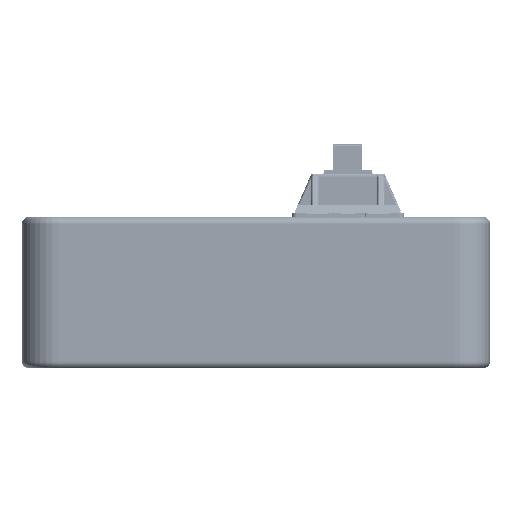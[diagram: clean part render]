
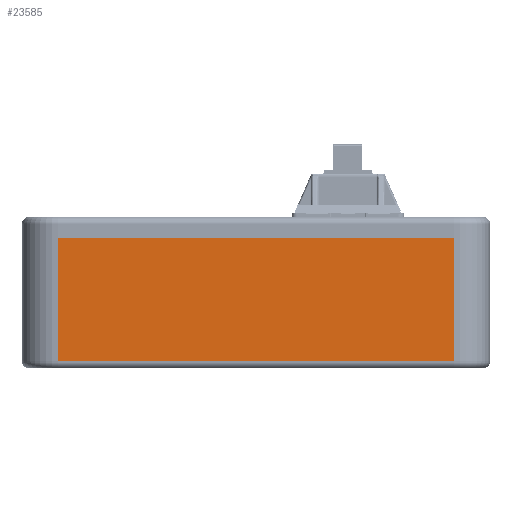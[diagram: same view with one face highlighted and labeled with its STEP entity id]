
A CAD part, front view. The second image highlights one B-rep face of the part: STEP entity #23585.
In plain terms, the highlighted planar face has unit normal (0, -1, 0).
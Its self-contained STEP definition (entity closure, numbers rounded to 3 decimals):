
#2989=FACE_OUTER_BOUND('',#4383,.T.);
#4383=EDGE_LOOP('',(#21220,#21221,#21222,#21223));
#6782=LINE('',#53404,#9236);
#6800=LINE('',#53478,#9254);
#6810=LINE('',#53510,#9264);
#6811=LINE('',#53512,#9265);
#9236=VECTOR('',#32038,10.);
#9254=VECTOR('',#32118,10.);
#9264=VECTOR('',#32146,10.);
#9265=VECTOR('',#32149,10.);
#11382=VERTEX_POINT('',#53396);
#11384=VERTEX_POINT('',#53402);
#11408=VERTEX_POINT('',#53475);
#11409=VERTEX_POINT('',#53477);
#14658=EDGE_CURVE('',#11384,#11382,#6782,.T.);
#14695=EDGE_CURVE('',#11408,#11409,#6800,.T.);
#14712=EDGE_CURVE('',#11382,#11408,#6810,.T.);
#14713=EDGE_CURVE('',#11409,#11384,#6811,.T.);
#21220=ORIENTED_EDGE('',*,*,#14658,.F.);
#21221=ORIENTED_EDGE('',*,*,#14713,.F.);
#21222=ORIENTED_EDGE('',*,*,#14695,.F.);
#21223=ORIENTED_EDGE('',*,*,#14712,.F.);
#22381=PLANE('',#25731);
#23585=ADVANCED_FACE('',(#2989),#22381,.T.);
#25731=AXIS2_PLACEMENT_3D('',#53511,#32147,#32148);
#32038=DIRECTION('',(-1.,0.,0.));
#32118=DIRECTION('',(1.,0.,0.));
#32146=DIRECTION('',(0.,0.,1.));
#32147=DIRECTION('center_axis',(0.,-1.,0.));
#32148=DIRECTION('ref_axis',(1.,0.,0.));
#32149=DIRECTION('',(0.,0.,-1.));
#53396=CARTESIAN_POINT('',(-27.4,-48.15,1.));
#53402=CARTESIAN_POINT('',(27.4,-48.15,1.));
#53404=CARTESIAN_POINT('',(-16.2,-48.15,1.));
#53475=CARTESIAN_POINT('',(-27.4,-48.15,18.));
#53477=CARTESIAN_POINT('',(27.4,-48.15,18.));
#53478=CARTESIAN_POINT('',(-16.2,-48.15,18.));
#53510=CARTESIAN_POINT('',(-27.4,-48.15,0.));
#53511=CARTESIAN_POINT('Origin',(-32.4,-48.15,0.));
#53512=CARTESIAN_POINT('',(27.4,-48.15,0.));
